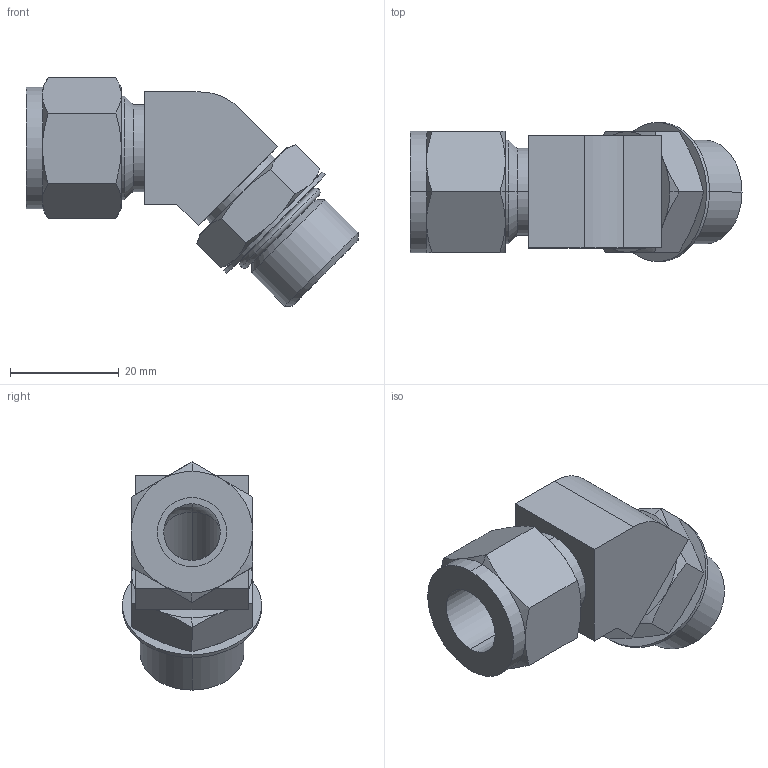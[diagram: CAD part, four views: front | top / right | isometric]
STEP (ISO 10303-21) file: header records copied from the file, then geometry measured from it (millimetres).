
FILE_DESCRIPTION(('starvars output'),'2;1');
FILE_NAME('cv20220521182345000003433.stp','18:23:45 2022/05/21',( 'Thomas Industrial Network Germany GmbH'),( 'Thomas Industrial Network Germany GmbH'),'unknown preprocess','ACIS' ,'unknown authorization');
FILE_SCHEMA(('AUTOMOTIVE_DESIGN_CC2 {UNKNOWN IMPLEMENTATION LEVEL}'));
Length unit declared in the file: millimetre
Products named in the file (1): PRODUCT_ID_1
Bounding box: 61.06 x 25.65 x 41.96 mm (x, y, z)
Volume: 18061.6 mm3; surface area: 9010.8 mm2
Topology: 2 solids, 2 shells, 92 faces, 201 edges, 116 vertices
Faces by surface type: cone 38, plane 27, cylinder 21, torus 4, sphere 2
Entity records: 2748 total; most frequent: CARTESIAN_POINT 405, ORIENTED_EDGE 398, DIRECTION 225, EDGE_CURVE 199, VERTEX_POINT 116, EDGE_LOOP 101, FACE_BOUND 101, ADVANCED_FACE 92
